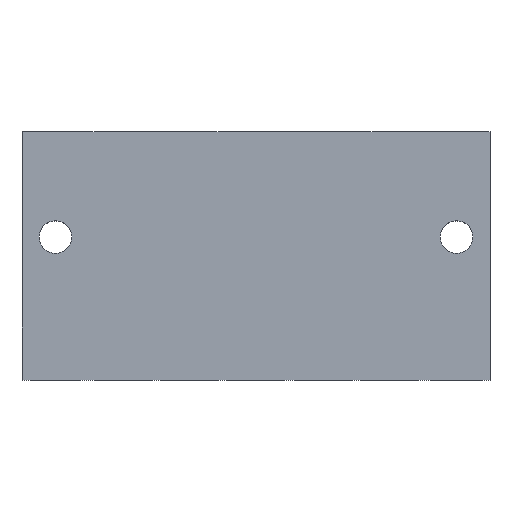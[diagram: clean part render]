
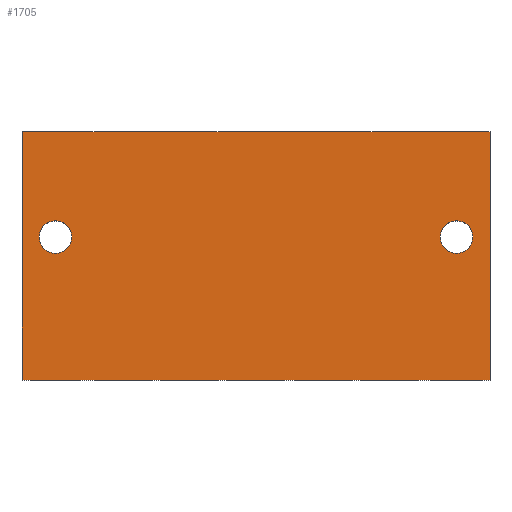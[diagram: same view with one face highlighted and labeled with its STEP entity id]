
A CAD part, top view. The second image highlights one B-rep face of the part: STEP entity #1705.
In plain terms, the highlighted planar face has unit normal (0, 0, 1).
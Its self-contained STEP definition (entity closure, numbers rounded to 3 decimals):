
#1651=AXIS2_PLACEMENT_3D('Plane Axis2P3D',#1648,#1649,#1650) ;
#1671=AXIS2_PLACEMENT_3D('Circle Axis2P3D',#1669,#1670,$) ;
#1680=AXIS2_PLACEMENT_3D('Circle Axis2P3D',#1678,#1679,$) ;
#1689=AXIS2_PLACEMENT_3D('Circle Axis2P3D',#1687,#1688,$) ;
#1698=AXIS2_PLACEMENT_3D('Circle Axis2P3D',#1696,#1697,$) ;
#168=CARTESIAN_POINT('Vertex',(0.,28.3,14.9)) ;
#171=CARTESIAN_POINT('Line Origine',(26.67,28.3,14.9)) ;
#175=CARTESIAN_POINT('Vertex',(53.34,28.3,14.9)) ;
#576=CARTESIAN_POINT('Vertex',(53.34,0.,14.9)) ;
#579=CARTESIAN_POINT('Line Origine',(26.67,0.,14.9)) ;
#583=CARTESIAN_POINT('Vertex',(0.,0.,14.9)) ;
#1648=CARTESIAN_POINT('Axis2P3D Location',(7.62,28.3,14.9)) ;
#1653=CARTESIAN_POINT('Line Origine',(53.34,14.15,14.9)) ;
#1658=CARTESIAN_POINT('Line Origine',(0.,14.15,14.9)) ;
#1669=CARTESIAN_POINT('Axis2P3D Location',(49.53,16.3,14.9)) ;
#1673=CARTESIAN_POINT('Vertex',(47.68,16.3,14.9)) ;
#1675=CARTESIAN_POINT('Vertex',(51.38,16.3,14.9)) ;
#1678=CARTESIAN_POINT('Axis2P3D Location',(49.53,16.3,14.9)) ;
#1687=CARTESIAN_POINT('Axis2P3D Location',(3.81,16.3,14.9)) ;
#1691=CARTESIAN_POINT('Vertex',(5.66,16.3,14.9)) ;
#1693=CARTESIAN_POINT('Vertex',(1.96,16.3,14.9)) ;
#1696=CARTESIAN_POINT('Axis2P3D Location',(3.81,16.3,14.9)) ;
#172=DIRECTION('Vector Direction',(-1.,0.,0.)) ;
#580=DIRECTION('Vector Direction',(-1.,0.,0.)) ;
#1649=DIRECTION('Axis2P3D Direction',(-0.,0.,1.)) ;
#1650=DIRECTION('Axis2P3D XDirection',(0.,-1.,0.)) ;
#1654=DIRECTION('Vector Direction',(0.,1.,0.)) ;
#1659=DIRECTION('Vector Direction',(0.,1.,0.)) ;
#1670=DIRECTION('Axis2P3D Direction',(-0.,0.,1.)) ;
#1679=DIRECTION('Axis2P3D Direction',(-0.,0.,1.)) ;
#1688=DIRECTION('Axis2P3D Direction',(-0.,0.,1.)) ;
#1697=DIRECTION('Axis2P3D Direction',(-0.,0.,1.)) ;
#173=VECTOR('Line Direction',#172,1.) ;
#581=VECTOR('Line Direction',#580,1.) ;
#1655=VECTOR('Line Direction',#1654,1.) ;
#1660=VECTOR('Line Direction',#1659,1.) ;
#1664=ORIENTED_EDGE('',*,*,#1657,.T.) ;
#1665=ORIENTED_EDGE('',*,*,#177,.F.) ;
#1666=ORIENTED_EDGE('',*,*,#1662,.F.) ;
#1667=ORIENTED_EDGE('',*,*,#585,.F.) ;
#1684=ORIENTED_EDGE('',*,*,#1677,.F.) ;
#1685=ORIENTED_EDGE('',*,*,#1682,.F.) ;
#1702=ORIENTED_EDGE('',*,*,#1695,.T.) ;
#1703=ORIENTED_EDGE('',*,*,#1700,.T.) ;
#1686=FACE_BOUND('',#1683,.T.) ;
#1704=FACE_BOUND('',#1701,.T.) ;
#1705=ADVANCED_FACE('HOUSING',(#1668,#1686,#1704),#1652,.T.) ;
#1672=CIRCLE('generated circle',#1671,1.85) ;
#1681=CIRCLE('generated circle',#1680,1.85) ;
#1690=CIRCLE('generated circle',#1689,1.85) ;
#1699=CIRCLE('generated circle',#1698,1.85) ;
#177=EDGE_CURVE('',#169,#176,#174,.F.) ;
#585=EDGE_CURVE('',#577,#584,#582,.T.) ;
#1657=EDGE_CURVE('',#577,#176,#1656,.T.) ;
#1662=EDGE_CURVE('',#584,#169,#1661,.T.) ;
#1677=EDGE_CURVE('',#1674,#1676,#1672,.T.) ;
#1682=EDGE_CURVE('',#1676,#1674,#1681,.T.) ;
#1695=EDGE_CURVE('',#1692,#1694,#1690,.F.) ;
#1700=EDGE_CURVE('',#1694,#1692,#1699,.F.) ;
#1663=EDGE_LOOP('',(#1664,#1665,#1666,#1667)) ;
#1683=EDGE_LOOP('',(#1684,#1685)) ;
#1701=EDGE_LOOP('',(#1702,#1703)) ;
#1668=FACE_OUTER_BOUND('',#1663,.T.) ;
#174=LINE('Line',#171,#173) ;
#582=LINE('Line',#579,#581) ;
#1656=LINE('Line',#1653,#1655) ;
#1661=LINE('Line',#1658,#1660) ;
#1652=PLANE('',#1651) ;
#169=VERTEX_POINT('',#168) ;
#176=VERTEX_POINT('',#175) ;
#577=VERTEX_POINT('',#576) ;
#584=VERTEX_POINT('',#583) ;
#1674=VERTEX_POINT('',#1673) ;
#1676=VERTEX_POINT('',#1675) ;
#1692=VERTEX_POINT('',#1691) ;
#1694=VERTEX_POINT('',#1693) ;
